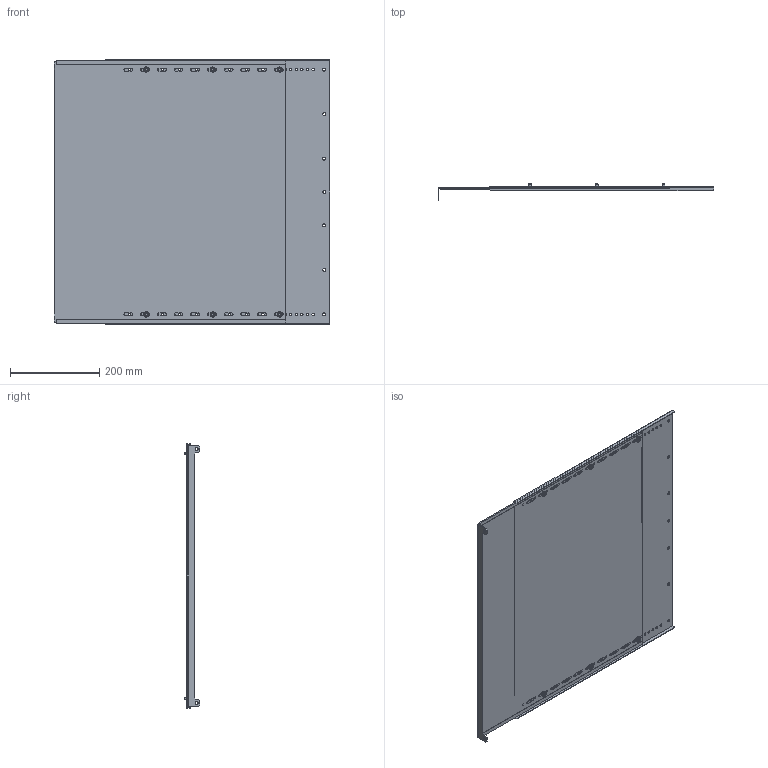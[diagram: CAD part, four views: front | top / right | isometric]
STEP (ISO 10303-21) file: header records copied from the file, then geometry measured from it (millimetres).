
FILE_DESCRIPTION (( 'STEP AP203' ), '1' );
FILE_NAME ('FO-00-SWVB-060-060 FORMAT Ïåðåãîðîäêà ñåêö. âåðò. øèííîãî îòñåêà 600õ600 IEK.STEP', '2024-07-04T13:22:02', ( '' ), ( '' ), 'SwSTEP 2.0', 'SolidWorks 2022', '' );
FILE_SCHEMA (( 'CONFIG_CONTROL_DESIGN' ));
Length unit declared in the file: millimetre
Products named in the file (1): FO-00-SWVB-060-060 FORMAT Перегородка секц. верт. шинного отсека 600х600 IEK
Bounding box: 619.75 x 35.7 x 594.5 mm (x, y, z)
Volume: 944351.6 mm3; surface area: 1251840 mm2
Topology: 8 solids, 8 shells, 480 faces, 1308 edges, 856 vertices
Faces by surface type: cylinder 316, plane 116, cone 24, torus 24
Entity records: 15939 total; most frequent: DIRECTION 2974, CARTESIAN_POINT 2645, ORIENTED_EDGE 2616, EDGE_CURVE 1308, AXIS2_PLACEMENT_3D 1185, VERTEX_POINT 856, CIRCLE 704, EDGE_LOOP 694
